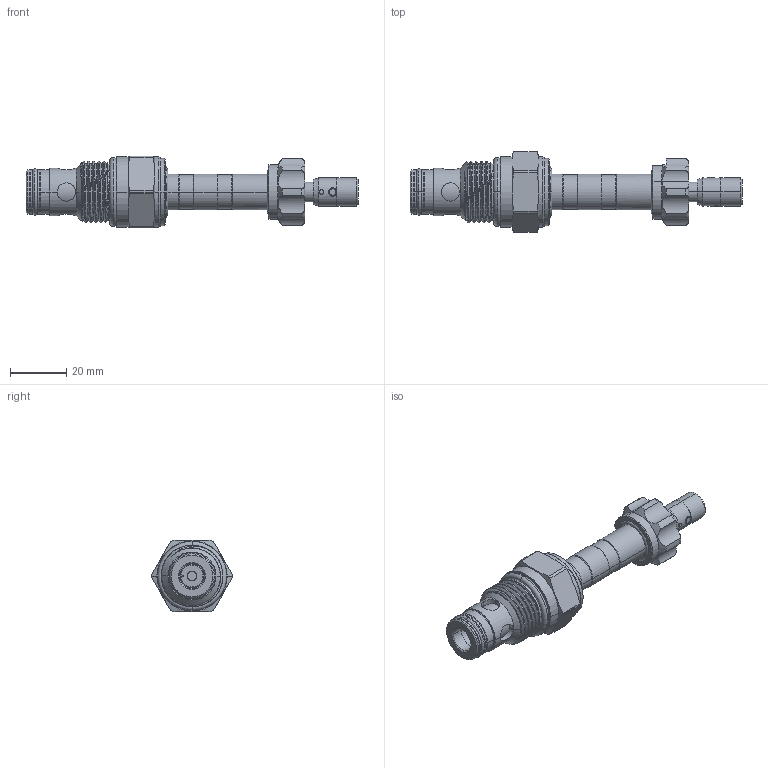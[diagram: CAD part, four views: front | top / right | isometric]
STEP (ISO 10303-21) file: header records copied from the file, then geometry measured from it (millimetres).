
FILE_DESCRIPTION (( 'STEP AP203' ), '1' );
FILE_NAME ('EP10W2A10T05.STEP', '2020-04-06T08:21:17', ( '' ), ( '' ), 'SwSTEP 2.0', 'SolidWorks 2018', '' );
FILE_SCHEMA (( 'CONFIG_CONTROL_DESIGN' ));
Length unit declared in the file: millimetre
Products named in the file (1): EP10W2A10T05
Bounding box: 118.15 x 28.8 x 25.4 mm (x, y, z)
Volume: 27426.7 mm3; surface area: 10208 mm2
Topology: 5 solids, 5 shells, 246 faces, 569 edges, 354 vertices
Faces by surface type: cylinder 125, cone 42, torus 36, plane 35, bspline 6, sphere 2
Entity records: 11132 total; most frequent: CARTESIAN_POINT 5512, DIRECTION 1200, ORIENTED_EDGE 1138, EDGE_CURVE 569, AXIS2_PLACEMENT_3D 516, VERTEX_POINT 354, EDGE_LOOP 277, CIRCLE 275
